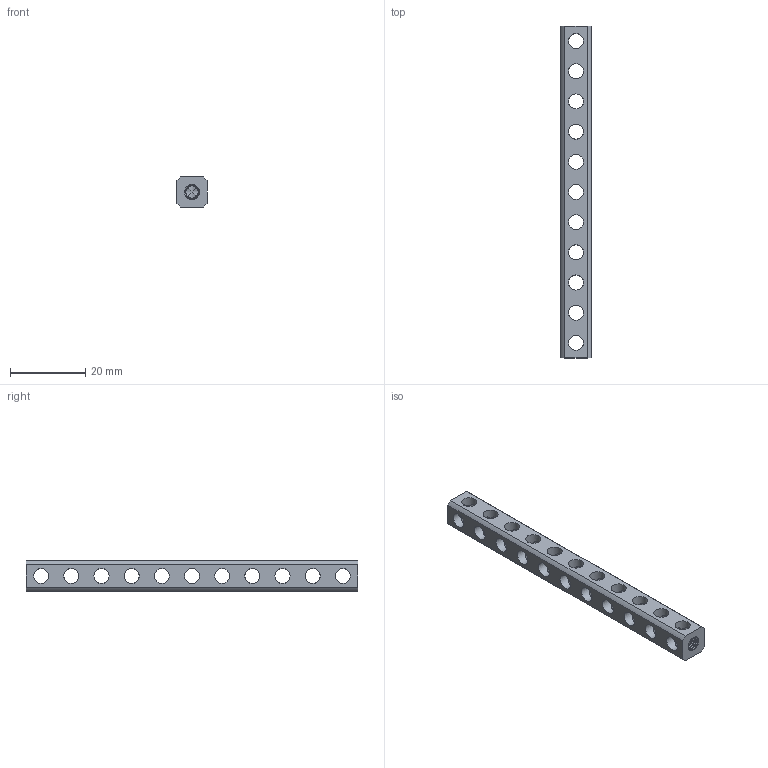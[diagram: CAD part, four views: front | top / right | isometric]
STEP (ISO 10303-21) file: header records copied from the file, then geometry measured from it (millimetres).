
FILE_DESCRIPTION( ( '' ), ' ' );
FILE_NAME( '5a2ac72572ac810ef6302da3.step', '2017-12-08T17:08:54', ( '' ), ( '' ), ' ', ' ', ' ' );
FILE_SCHEMA( ( 'AUTOMOTIVE_DESIGN { 1 0 10303 214 1 1 1 1 }' ) );
Length unit declared in the file: metre
Products named in the file (1): 1119-0011-0088
Bounding box: 8 x 88 x 8 mm (x, y, z)
Volume: 3602.6 mm3; surface area: 3834.2 mm2
Topology: 1 solids, 1 shells, 130 faces, 590 edges, 434 vertices
Faces by surface type: cylinder 92, bspline 30, plane 6, cone 2
Full cylindrical faces by diameter (mm): 4 x44
Entity records: 13971 total; most frequent: CARTESIAN_POINT 8902, ORIENTED_EDGE 1092, DIRECTION 606, EDGE_CURVE 546, VERTEX_POINT 434, AXIS2_PLACEMENT_3D 295, EDGE_LOOP 220, FACE_OUTER_BOUND 174
